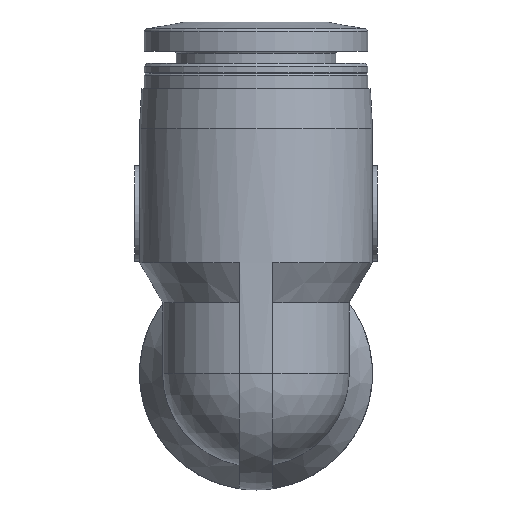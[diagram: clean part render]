
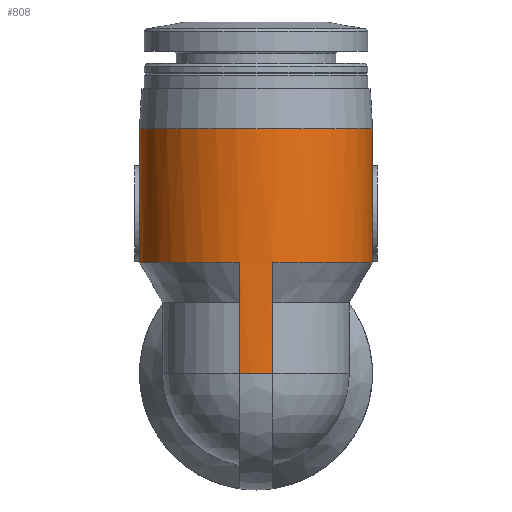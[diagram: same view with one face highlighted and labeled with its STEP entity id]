
A CAD part, left-side view. The second image highlights one B-rep face of the part: STEP entity #808.
In plain terms, the highlighted cylindrical face has radius 8.75 mm (diameter 17.5 mm), a full revolution.
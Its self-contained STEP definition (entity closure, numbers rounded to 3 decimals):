
#68=LINE('',#1365,#88);
#69=LINE('',#1368,#89);
#70=LINE('',#1372,#90);
#71=LINE('',#1375,#91);
#88=VECTOR('',#1058,1000.);
#89=VECTOR('',#1061,1000.);
#90=VECTOR('',#1064,1000.);
#91=VECTOR('',#1067,1000.);
#105=B_SPLINE_CURVE_WITH_KNOTS('',3,(#1379,#1380,#1381,#1382,#1383,#1384,
#1385,#1386,#1387),.UNSPECIFIED.,.F.,.F.,(4,1,1,1,1,1,4),(0.003,
0.004,0.005,0.006,0.008,
0.009,0.01),.UNSPECIFIED.);
#113=ELLIPSE('',#891,12.374,8.75);
#114=ELLIPSE('',#895,12.374,8.75);
#133=ORIENTED_EDGE('',*,*,#335,.F.);
#134=ORIENTED_EDGE('',*,*,#336,.F.);
#135=ORIENTED_EDGE('',*,*,#337,.T.);
#136=ORIENTED_EDGE('',*,*,#333,.T.);
#137=ORIENTED_EDGE('',*,*,#338,.T.);
#138=ORIENTED_EDGE('',*,*,#339,.T.);
#139=ORIENTED_EDGE('',*,*,#340,.T.);
#140=ORIENTED_EDGE('',*,*,#341,.F.);
#141=ORIENTED_EDGE('',*,*,#342,.T.);
#142=ORIENTED_EDGE('',*,*,#327,.T.);
#143=ORIENTED_EDGE('',*,*,#343,.F.);
#144=ORIENTED_EDGE('',*,*,#344,.F.);
#145=ORIENTED_EDGE('',*,*,#345,.F.);
#327=EDGE_CURVE('',#429,#428,#113,.F.);
#333=EDGE_CURVE('',#435,#434,#114,.F.);
#335=EDGE_CURVE('',#436,#436,#508,.T.);
#336=EDGE_CURVE('',#437,#438,#509,.T.);
#337=EDGE_CURVE('',#437,#435,#68,.F.);
#338=EDGE_CURVE('',#434,#439,#510,.T.);
#339=EDGE_CURVE('',#439,#440,#69,.T.);
#340=EDGE_CURVE('',#440,#441,#511,.T.);
#341=EDGE_CURVE('',#442,#441,#70,.T.);
#342=EDGE_CURVE('',#442,#429,#512,.T.);
#343=EDGE_CURVE('',#443,#428,#71,.F.);
#344=EDGE_CURVE('',#444,#443,#513,.T.);
#345=EDGE_CURVE('',#438,#444,#105,.T.);
#428=VERTEX_POINT('',#1343);
#429=VERTEX_POINT('',#1345);
#434=VERTEX_POINT('',#1355);
#435=VERTEX_POINT('',#1357);
#436=VERTEX_POINT('',#1361);
#437=VERTEX_POINT('',#1363);
#438=VERTEX_POINT('',#1364);
#439=VERTEX_POINT('',#1367);
#440=VERTEX_POINT('',#1369);
#441=VERTEX_POINT('',#1371);
#442=VERTEX_POINT('',#1373);
#443=VERTEX_POINT('',#1376);
#444=VERTEX_POINT('',#1378);
#508=CIRCLE('',#897,8.75);
#509=CIRCLE('',#898,8.75);
#510=CIRCLE('',#899,8.75);
#511=CIRCLE('',#900,8.75);
#512=CIRCLE('',#901,8.75);
#513=CIRCLE('',#902,8.75);
#572=EDGE_LOOP('',(#133));
#573=EDGE_LOOP('',(#134,#135,#136,#137,#138,#139,#140,#141,#142,#143,#144,
#145));
#681=FACE_BOUND('',#572,.T.);
#682=FACE_BOUND('',#573,.T.);
#788=CYLINDRICAL_SURFACE('',#896,8.75);
#808=ADVANCED_FACE('',(#681,#682),#788,.T.);
#891=AXIS2_PLACEMENT_3D('',#1344,#1039,#1040);
#895=AXIS2_PLACEMENT_3D('',#1356,#1049,#1050);
#896=AXIS2_PLACEMENT_3D('',#1359,#1052,#1053);
#897=AXIS2_PLACEMENT_3D('',#1360,#1054,#1055);
#898=AXIS2_PLACEMENT_3D('',#1362,#1056,#1057);
#899=AXIS2_PLACEMENT_3D('',#1366,#1059,#1060);
#900=AXIS2_PLACEMENT_3D('',#1370,#1062,#1063);
#901=AXIS2_PLACEMENT_3D('',#1374,#1065,#1066);
#902=AXIS2_PLACEMENT_3D('',#1377,#1068,#1069);
#1039=DIRECTION('',(0.707,0.,-0.707));
#1040=DIRECTION('',(0.707,0.,0.707));
#1049=DIRECTION('',(0.707,0.,-0.707));
#1050=DIRECTION('',(0.707,0.,0.707));
#1052=DIRECTION('',(0.,0.,1.));
#1053=DIRECTION('',(1.,0.,0.));
#1054=DIRECTION('',(0.,0.,1.));
#1055=DIRECTION('',(1.,0.,0.));
#1056=DIRECTION('',(0.,0.,-1.));
#1057=DIRECTION('',(-1.,0.,0.));
#1058=DIRECTION('',(0.,0.,1.));
#1059=DIRECTION('',(0.,0.,1.));
#1060=DIRECTION('',(1.,0.,0.));
#1061=DIRECTION('',(0.,0.,-1.));
#1062=DIRECTION('',(0.,0.,1.));
#1063=DIRECTION('',(1.,0.,0.));
#1064=DIRECTION('',(0.,0.,-1.));
#1065=DIRECTION('',(0.,0.,1.));
#1066=DIRECTION('',(1.,0.,0.));
#1067=DIRECTION('',(0.,0.,1.));
#1068=DIRECTION('',(0.,0.,-1.));
#1069=DIRECTION('',(-1.,0.,0.));
#1343=CARTESIAN_POINT('',(8.385,-2.5,8.385));
#1344=CARTESIAN_POINT('',(0.,0.,0.));
#1345=CARTESIAN_POINT('',(8.3,-2.77,8.3));
#1355=CARTESIAN_POINT('',(8.3,2.77,8.3));
#1356=CARTESIAN_POINT('',(0.,0.,0.));
#1357=CARTESIAN_POINT('',(8.385,2.5,8.385));
#1359=CARTESIAN_POINT('',(0.,0.,26.4));
#1360=CARTESIAN_POINT('',(0.,0.,18.4));
#1361=CARTESIAN_POINT('',(8.75,0.,18.4));
#1362=CARTESIAN_POINT('',(0.,0.,12.));
#1363=CARTESIAN_POINT('',(8.385,2.5,12.));
#1364=CARTESIAN_POINT('',(8.4,2.45,12.));
#1365=CARTESIAN_POINT('',(8.385,2.5,26.4));
#1366=CARTESIAN_POINT('',(0.,0.,8.3));
#1367=CARTESIAN_POINT('',(-8.66,1.25,8.3));
#1368=CARTESIAN_POINT('',(-8.66,1.25,8.3));
#1369=CARTESIAN_POINT('',(-8.66,1.25,0.));
#1370=CARTESIAN_POINT('',(0.,0.,0.));
#1371=CARTESIAN_POINT('',(-8.66,-1.25,0.));
#1372=CARTESIAN_POINT('',(-8.66,-1.25,8.3));
#1373=CARTESIAN_POINT('',(-8.66,-1.25,8.3));
#1374=CARTESIAN_POINT('',(0.,0.,8.3));
#1375=CARTESIAN_POINT('',(8.385,-2.5,26.4));
#1376=CARTESIAN_POINT('',(8.385,-2.5,12.));
#1377=CARTESIAN_POINT('',(0.,0.,12.));
#1378=CARTESIAN_POINT('',(8.4,-2.45,12.));
#1379=CARTESIAN_POINT('',(8.4,2.45,12.));
#1380=CARTESIAN_POINT('',(8.4,2.45,12.271));
#1381=CARTESIAN_POINT('',(8.468,2.225,12.79));
#1382=CARTESIAN_POINT('',(8.671,1.343,13.408));
#1383=CARTESIAN_POINT('',(8.803,-0.002,13.642));
#1384=CARTESIAN_POINT('',(8.671,-1.341,13.409));
#1385=CARTESIAN_POINT('',(8.468,-2.227,12.789));
#1386=CARTESIAN_POINT('',(8.4,-2.45,12.269));
#1387=CARTESIAN_POINT('',(8.4,-2.45,12.));
